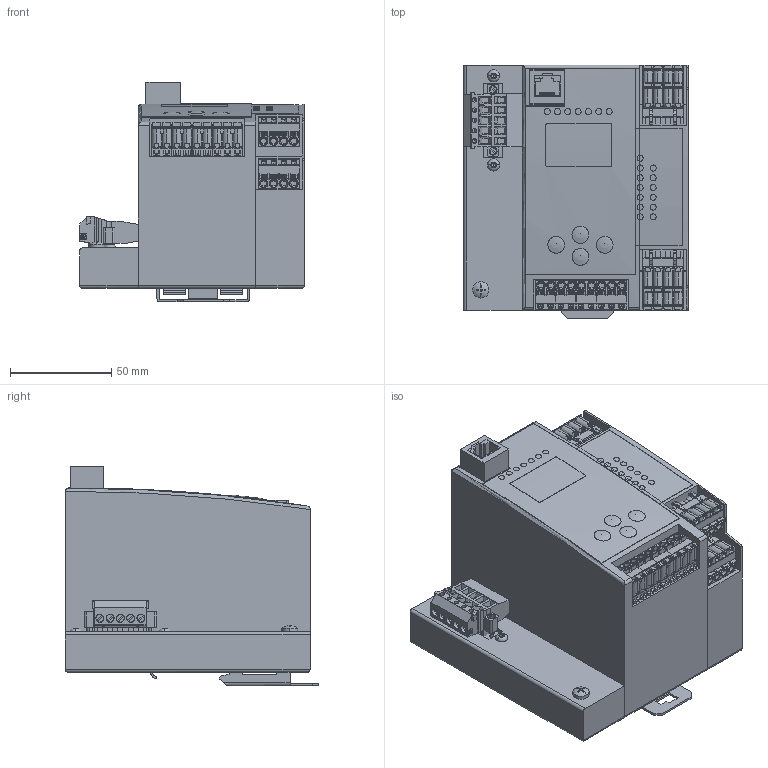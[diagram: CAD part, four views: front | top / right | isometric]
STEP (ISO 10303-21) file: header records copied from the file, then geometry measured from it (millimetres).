
FILE_DESCRIPTION(/* description */ ('Alibre Inc.'),/* implementation_level */ '2;1');
FILE_NAME(/* name */ 'export0',/* time_stamp */ '2014-03-13T09:31:17+01:00',/* author */ (''),/* organization */ (''),/* preprocessor_version */ 'ST-DEVELOPER v14',/* originating_system */ 'Alibre',/* authorisation */ '');
FILE_SCHEMA (('AUTOMOTIVE_DESIGN'));
Length unit declared in the file: centimetre
Products named in the file (26): ID_1
Bounding box: 111 x 125.29 x 108.65 mm (x, y, z)
Volume: 933363.5 mm3; surface area: 138188.6 mm2
Topology: 43 solids, 66 shells, 4381 faces, 11475 edges, 7442 vertices
Faces by surface type: plane 2669, cylinder 1355, bspline 138, cone 124, torus 61, sphere 34
Full cylindrical faces by diameter (mm): 3 x20, 3.242 x1, 3.3 x2
Entity records: 77856 total; most frequent: CARTESIAN_POINT 21841, ORIENTED_EDGE 12412, DIRECTION 9280, EDGE_CURVE 6206, VECTOR 4226, LINE 4226, VERTEX_POINT 4059, AXIS2_PLACEMENT_3D 3252
